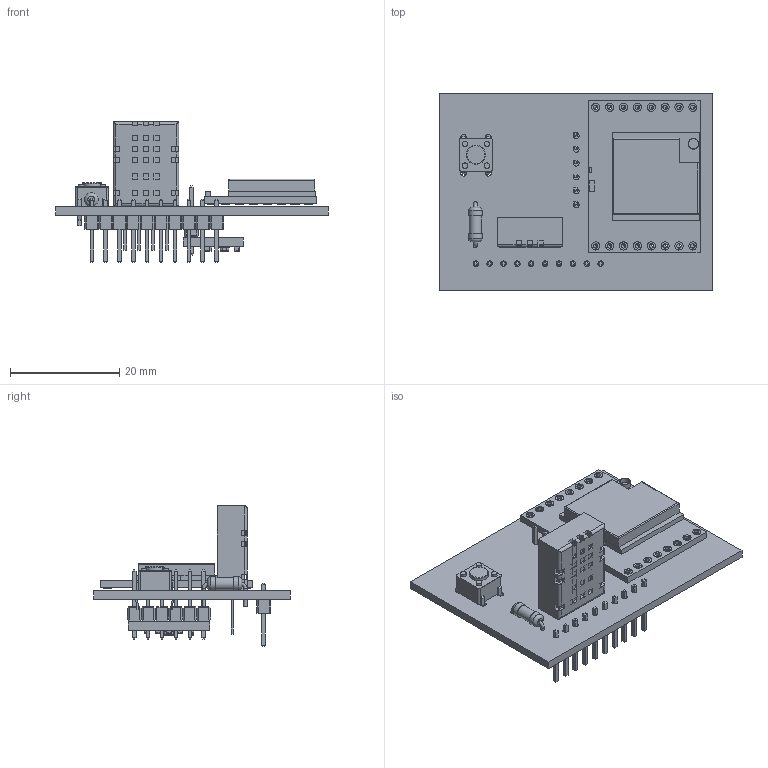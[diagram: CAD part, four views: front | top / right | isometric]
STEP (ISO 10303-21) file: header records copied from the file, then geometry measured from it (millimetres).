
FILE_DESCRIPTION(('KiCad electronic assembly'),'2;1');
FILE_NAME('satOBCs.step','2026-01-03T22:58:23',('Pcbnew'),('Kicad'), 'Open CASCADE STEP processor 7.9','KiCad to STEP converter','Unknown' );
FILE_SCHEMA(('AUTOMOTIVE_DESIGN { 1 0 10303 214 1 1 1 1 }'));
Length unit declared in the file: millimetre
Products named in the file (10): satOBCs 1; SW_PUSH_6mm; lora-ra-02-ai-thinker; Aosong_DHT11_5.5x12.0_P2.54mm; R_Axial_DIN0207_L6.3mm_D2.5mm_P7.62mm_Horizontal; PinHeader_1x10_P2.54mm_Vertical; bmp280_module; COMPOUND; satOBCs_PCB
Assembly tree (9 placements, depth 3):
  satOBCs 1
    SW_PUSH_6mm
    lora-ra-02-ai-thinker
    Aosong_DHT11_5.5x12.0_P2.54mm
    R_Axial_DIN0207_L6.3mm_D2.5mm_P7.62mm_Horizontal
    PinHeader_1x10_P2.54mm_Vertical
    bmp280_module
      COMPOUND
      COMPOUND
    satOBCs_PCB
Bounding box: 50 x 36 x 25.72 mm (x, y, z)
Volume: 5759.4 mm3; surface area: 8042.7 mm2
Topology: 20 solids, 26 shells, 1576 faces, 4048 edges, 2563 vertices
Faces by surface type: plane 1170, cylinder 301, bspline 80, sphere 16, torus 9
Full cylindrical faces by diameter (mm): 0.2 x1, 0.3 x1, 0.414 x1, 0.5 x16, 0.504 x1, 0.6 x2, 0.8 x6, 0.9 x6, 1 x20, 1.1 x4, 2.25 x1, 2.5 x2, 3 x2, 3.5 x1
Entity records: 61607 total; most frequent: CARTESIAN_POINT 13054, ORIENTED_EDGE 8024, DIRECTION 7614, EDGE_CURVE 4032, LINE 3140, VECTOR 3140, VERTEX_POINT 2563, AXIS2_PLACEMENT_3D 2237
